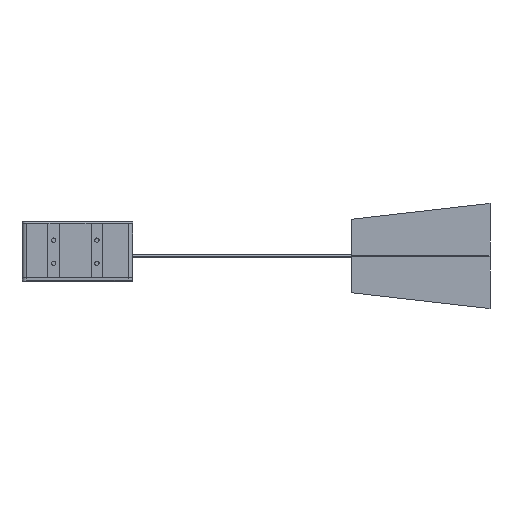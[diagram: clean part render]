
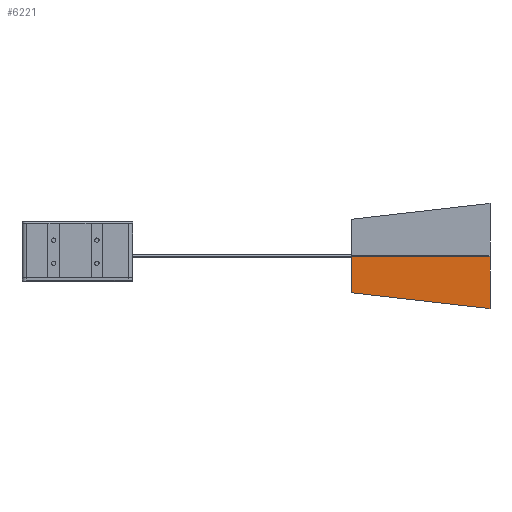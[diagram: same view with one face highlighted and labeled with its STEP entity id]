
A CAD part, left-side view. The second image highlights one B-rep face of the part: STEP entity #6221.
In plain terms, the highlighted planar face has unit normal (-1, 0, 0).
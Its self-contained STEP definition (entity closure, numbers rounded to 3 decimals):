
#315 = EDGE_CURVE ( 'NONE', #1919, #6771, #7689, .T. ) ;
#369 = FACE_OUTER_BOUND ( 'NONE', #10582, .T. ) ;
#443 = DIRECTION ( 'NONE',  ( 0., 0., -1. ) ) ;
#1112 = CARTESIAN_POINT ( 'NONE',  ( -49.632, -216.817, -23.881 ) ) ;
#1814 = LINE ( 'NONE', #7146, #7849 ) ;
#1919 = VERTEX_POINT ( 'NONE', #8672 ) ;
#3422 = EDGE_CURVE ( 'NONE', #5926, #5389, #10132, .T. ) ;
#3472 = PLANE ( 'NONE',  #4019 ) ;
#3512 = LINE ( 'NONE', #5791, #3637 ) ;
#3637 = VECTOR ( 'NONE', #443, 1000. ) ;
#3638 = CARTESIAN_POINT ( 'NONE',  ( -49.632, -184.817, -20.215 ) ) ;
#4019 = AXIS2_PLACEMENT_3D ( 'NONE', #11618, #6871, #7779 ) ;
#4467 = DIRECTION ( 'NONE',  ( 0., 0., 1. ) ) ;
#5198 = DIRECTION ( 'NONE',  ( 0., 1., 0. ) ) ;
#5389 = VERTEX_POINT ( 'NONE', #8358 ) ;
#5531 = CARTESIAN_POINT ( 'NONE',  ( -49.632, -280.817, -31.215 ) ) ;
#5730 = ORIENTED_EDGE ( 'NONE', *, *, #315, .F. ) ;
#5791 = CARTESIAN_POINT ( 'NONE',  ( -49.632, -280.817, -13.352 ) ) ;
#5926 = VERTEX_POINT ( 'NONE', #11216 ) ;
#6221 = ADVANCED_FACE ( 'NONE', ( #369 ), #3472, .F. ) ;
#6364 = VECTOR ( 'NONE', #5198, 1000. ) ;
#6771 = VERTEX_POINT ( 'NONE', #3638 ) ;
#6871 = DIRECTION ( 'NONE',  ( 1., 0., 0. ) ) ;
#7146 = CARTESIAN_POINT ( 'NONE',  ( -49.632, -184.817, -13.352 ) ) ;
#7322 = ORIENTED_EDGE ( 'NONE', *, *, #3422, .T. ) ;
#7422 = CARTESIAN_POINT ( 'NONE',  ( -49.632, -248.817, -27.548 ) ) ;
#7689 = B_SPLINE_CURVE_WITH_KNOTS ( 'NONE', 3,
 ( #5531, #7422, #1112, #10128 ),
 .UNSPECIFIED., .F., .F.,
 ( 4, 4 ),
 ( 0., 1. ),
 .UNSPECIFIED. ) ;
#7746 = ORIENTED_EDGE ( 'NONE', *, *, #11076, .F. ) ;
#7779 = DIRECTION ( 'NONE',  ( 0., 0., -1. ) ) ;
#7849 = VECTOR ( 'NONE', #4467, 1000. ) ;
#7906 = EDGE_CURVE ( 'NONE', #5926, #1919, #3512, .T. ) ;
#8358 = CARTESIAN_POINT ( 'NONE',  ( -49.632, -184.817, 4.726 ) ) ;
#8672 = CARTESIAN_POINT ( 'NONE',  ( -49.632, -280.817, -31.215 ) ) ;
#9771 = CARTESIAN_POINT ( 'NONE',  ( -49.632, -155.717, 4.726 ) ) ;
#10128 = CARTESIAN_POINT ( 'NONE',  ( -49.632, -184.817, -20.215 ) ) ;
#10132 = LINE ( 'NONE', #9771, #6364 ) ;
#10582 = EDGE_LOOP ( 'NONE', ( #7322, #7746, #5730, #11629 ) ) ;
#11076 = EDGE_CURVE ( 'NONE', #6771, #5389, #1814, .T. ) ;
#11216 = CARTESIAN_POINT ( 'NONE',  ( -49.632, -280.817, 4.726 ) ) ;
#11618 = CARTESIAN_POINT ( 'NONE',  ( -49.632, -280.817, 4.726 ) ) ;
#11629 = ORIENTED_EDGE ( 'NONE', *, *, #7906, .F. ) ;
